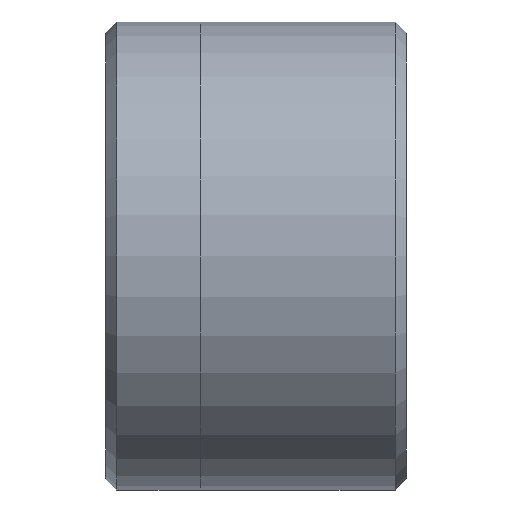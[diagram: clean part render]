
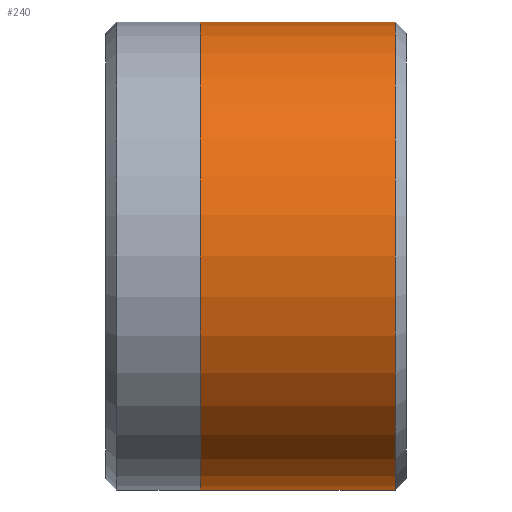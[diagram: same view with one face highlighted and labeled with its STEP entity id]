
A CAD part, front view. The second image highlights one B-rep face of the part: STEP entity #240.
In plain terms, the highlighted cylindrical face has radius 21.336 mm (diameter 42.672 mm), a full revolution.
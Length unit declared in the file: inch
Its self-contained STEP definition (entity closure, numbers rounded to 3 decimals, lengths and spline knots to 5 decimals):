
#51=FACE_BOUND('',#109,.T.);
#72=FACE_OUTER_BOUND('',#108,.T.);
#108=EDGE_LOOP('',(#208));
#109=EDGE_LOOP('',(#209));
#133=CIRCLE('',#281,0.84);
#134=CIRCLE('',#282,0.84);
#153=VERTEX_POINT('',#424);
#154=VERTEX_POINT('',#426);
#173=EDGE_CURVE('',#153,#153,#133,.T.);
#174=EDGE_CURVE('',#154,#154,#134,.T.);
#208=ORIENTED_EDGE('',*,*,#173,.F.);
#209=ORIENTED_EDGE('',*,*,#174,.F.);
#221=CYLINDRICAL_SURFACE('',#280,0.84);
#240=ADVANCED_FACE('',(#72,#51),#221,.T.);
#280=AXIS2_PLACEMENT_3D('',#423,#357,#358);
#281=AXIS2_PLACEMENT_3D('',#425,#359,#360);
#282=AXIS2_PLACEMENT_3D('',#427,#361,#362);
#357=DIRECTION('center_axis',(1.,0.,0.));
#358=DIRECTION('ref_axis',(0.,1.,0.));
#359=DIRECTION('center_axis',(1.,0.,0.));
#360=DIRECTION('ref_axis',(0.,-1.,0.));
#361=DIRECTION('center_axis',(-1.,0.,0.));
#362=DIRECTION('ref_axis',(0.,1.,0.));
#423=CARTESIAN_POINT('Origin',(0.174,0.,0.));
#424=CARTESIAN_POINT('',(0.674,0.84,0.));
#425=CARTESIAN_POINT('Origin',(0.674,0.,0.));
#426=CARTESIAN_POINT('',(-0.026,-0.84,0.));
#427=CARTESIAN_POINT('Origin',(-0.026,0.,0.));
